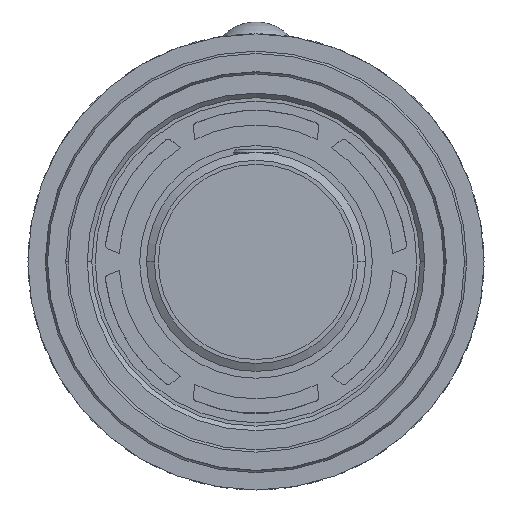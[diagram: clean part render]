
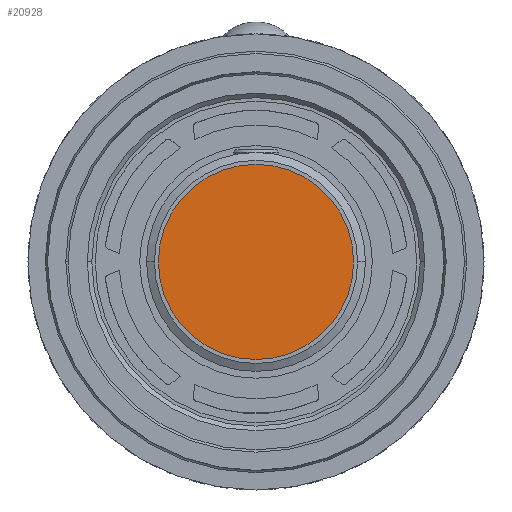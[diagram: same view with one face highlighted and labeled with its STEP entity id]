
A CAD part, front view. The second image highlights one B-rep face of the part: STEP entity #20928.
In plain terms, the highlighted planar face has unit normal (0, -1, 0).
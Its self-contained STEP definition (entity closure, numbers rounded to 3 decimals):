
#7121=CARTESIAN_POINT('',(0.,60.,0.));
#7122=DIRECTION('',(0.,-1.,0.));
#7123=DIRECTION('',(-1.,0.,0.));
#7124=AXIS2_PLACEMENT_3D('',#7121,#7122,#7123);
#7134=CARTESIAN_POINT('',(0.,60.,0.));
#7135=DIRECTION('',(0.,-1.,0.));
#7136=DIRECTION('',(1.,0.,0.));
#7137=AXIS2_PLACEMENT_3D('',#7134,#7135,#7136);
#8483=CARTESIAN_POINT('',(10.7,60.,0.));
#8484=CARTESIAN_POINT('',(-10.7,60.,0.));
#8485=VERTEX_POINT('',#8483);
#8486=VERTEX_POINT('',#8484);
#20918=CARTESIAN_POINT('',(0.,60.,0.));
#20919=DIRECTION('',(0.,-1.,0.));
#20920=DIRECTION('',(-1.,0.,0.));
#20921=AXIS2_PLACEMENT_3D('',#20918,#20919,#20920);
#20922=PLANE('',#20921);
#20924=ORIENTED_EDGE('',*,*,#20923,.F.);
#20925=ORIENTED_EDGE('',*,*,#20901,.F.);
#20926=EDGE_LOOP('',(#20924,#20925));
#20927=FACE_OUTER_BOUND('',#20926,.F.);
#20928=ADVANCED_FACE('',(#20927),#20922,.T.);
#7125=CIRCLE('',#7124,10.7);
#7138=CIRCLE('',#7137,10.7);
#20901=EDGE_CURVE('',#8486,#8485,#7125,.T.);
#20923=EDGE_CURVE('',#8485,#8486,#7138,.T.);
